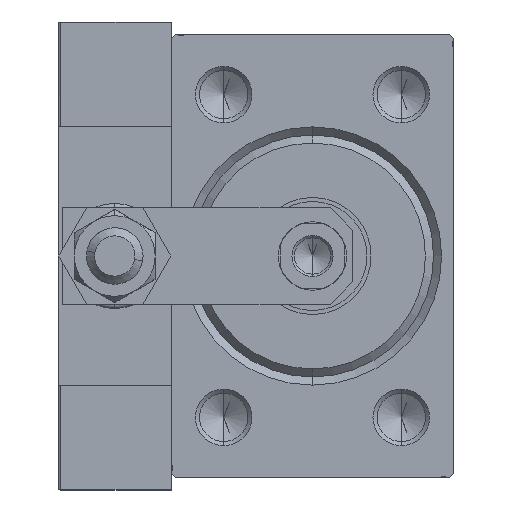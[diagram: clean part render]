
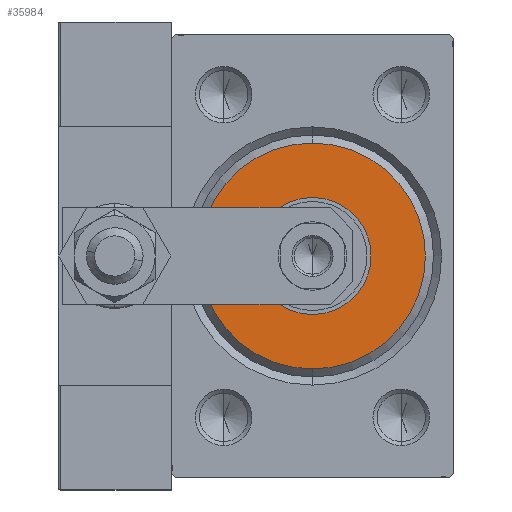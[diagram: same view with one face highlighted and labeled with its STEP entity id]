
A CAD part, left-side view. The second image highlights one B-rep face of the part: STEP entity #35984.
In plain terms, the highlighted face is planar.
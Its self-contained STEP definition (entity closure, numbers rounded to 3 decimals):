
#257 = ORIENTED_EDGE ( 'NONE', *, *, #4897, .F. ) ;
#398 = CARTESIAN_POINT ( 'NONE',  ( 3., 0., 0. ) ) ;
#862 = DIRECTION ( 'NONE',  ( 0., 0., -1. ) ) ;
#1455 = DIRECTION ( 'NONE',  ( 1., 0., 0. ) ) ;
#2595 = ORIENTED_EDGE ( 'NONE', *, *, #8396, .T. ) ;
#3517 = EDGE_CURVE ( 'NONE', #38734, #46550, #22327, .T. ) ;
#4897 = EDGE_CURVE ( 'NONE', #43654, #14707, #47775, .T. ) ;
#6019 = DIRECTION ( 'NONE',  ( 0., 0., -1. ) ) ;
#7166 = AXIS2_PLACEMENT_3D ( 'NONE', #12873, #25961, #6019 ) ;
#7911 = EDGE_CURVE ( 'NONE', #14707, #43654, #51211, .T. ) ;
#8396 = EDGE_CURVE ( 'NONE', #46550, #38734, #16083, .T. ) ;
#10922 = CARTESIAN_POINT ( 'NONE',  ( 3., 0., 7.25 ) ) ;
#12170 = ORIENTED_EDGE ( 'NONE', *, *, #3517, .T. ) ;
#12873 = CARTESIAN_POINT ( 'NONE',  ( 3., 0., 0. ) ) ;
#14707 = VERTEX_POINT ( 'NONE', #23475 ) ;
#16083 = CIRCLE ( 'NONE', #46237, 14. ) ;
#16963 = EDGE_LOOP ( 'NONE', ( #48331, #257 ) ) ;
#17473 = DIRECTION ( 'NONE',  ( 0., 0., -1. ) ) ;
#19384 = AXIS2_PLACEMENT_3D ( 'NONE', #30616, #22232, #46617 ) ;
#22232 = DIRECTION ( 'NONE',  ( 1., 0., 0. ) ) ;
#22327 = CIRCLE ( 'NONE', #7166, 14. ) ;
#23475 = CARTESIAN_POINT ( 'NONE',  ( 3., 0., -7.25 ) ) ;
#23777 = CARTESIAN_POINT ( 'NONE',  ( 3., 0., 14. ) ) ;
#24753 = DIRECTION ( 'NONE',  ( 1., 0., 0. ) ) ;
#25860 = FACE_BOUND ( 'NONE', #16963, .T. ) ;
#25961 = DIRECTION ( 'NONE',  ( 1., 0., 0. ) ) ;
#27720 = DIRECTION ( 'NONE',  ( 1., 0., 0. ) ) ;
#30054 = PLANE ( 'NONE',  #44153 ) ;
#30532 = EDGE_LOOP ( 'NONE', ( #2595, #12170 ) ) ;
#30616 = CARTESIAN_POINT ( 'NONE',  ( 3., 0., 0. ) ) ;
#32116 = CARTESIAN_POINT ( 'NONE',  ( 3., 0., 0. ) ) ;
#34008 = CARTESIAN_POINT ( 'NONE',  ( 3., 0., -14. ) ) ;
#35984 = ADVANCED_FACE ( 'NONE', ( #41360, #25860 ), #30054, .T. ) ;
#36375 = DIRECTION ( 'NONE',  ( 0., 0., -1. ) ) ;
#38734 = VERTEX_POINT ( 'NONE', #34008 ) ;
#41360 = FACE_OUTER_BOUND ( 'NONE', #30532, .T. ) ;
#43654 = VERTEX_POINT ( 'NONE', #10922 ) ;
#44153 = AXIS2_PLACEMENT_3D ( 'NONE', #45802, #1455, #17473 ) ;
#45802 = CARTESIAN_POINT ( 'NONE',  ( 3., 0., 0. ) ) ;
#46237 = AXIS2_PLACEMENT_3D ( 'NONE', #32116, #24753, #862 ) ;
#46550 = VERTEX_POINT ( 'NONE', #23777 ) ;
#46617 = DIRECTION ( 'NONE',  ( 0., 0., -1. ) ) ;
#47775 = CIRCLE ( 'NONE', #50278, 7.25 ) ;
#48331 = ORIENTED_EDGE ( 'NONE', *, *, #7911, .F. ) ;
#50278 = AXIS2_PLACEMENT_3D ( 'NONE', #398, #27720, #36375 ) ;
#51211 = CIRCLE ( 'NONE', #19384, 7.25 ) ;
